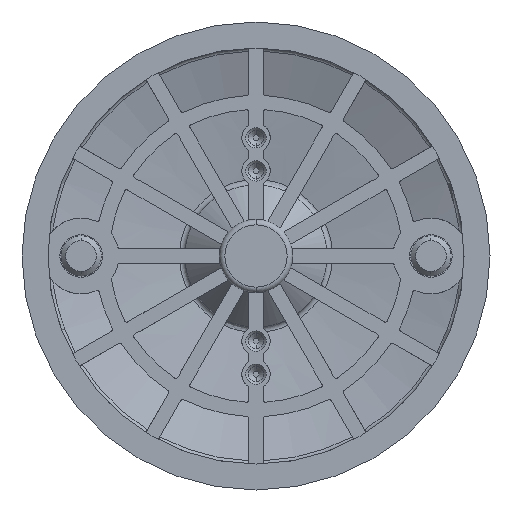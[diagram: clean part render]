
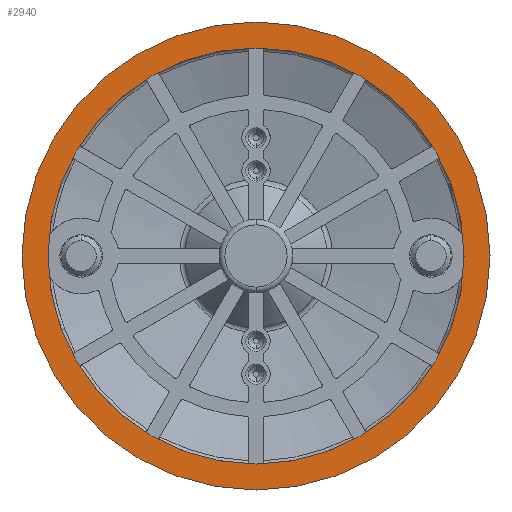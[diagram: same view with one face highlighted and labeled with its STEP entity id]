
A CAD part, front view. The second image highlights one B-rep face of the part: STEP entity #2940.
In plain terms, the highlighted planar face has unit normal (0, -1, 0).
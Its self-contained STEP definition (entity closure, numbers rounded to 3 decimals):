
#573 = CARTESIAN_POINT ( 'NONE',  ( 0., 0., 49.5 ) ) ;
#1649 = CARTESIAN_POINT ( 'NONE',  ( 0., 0., -44. ) ) ;
#1926 = AXIS2_PLACEMENT_3D ( 'NONE', #9867, #9852, #9847 ) ;
#2073 = AXIS2_PLACEMENT_3D ( 'NONE', #3352, #4391, #4286 ) ;
#2239 = EDGE_CURVE ( 'NONE', #8447, #9714, #7379, .T. ) ;
#2437 = VERTEX_POINT ( 'NONE', #573 ) ;
#2940 = ADVANCED_FACE ( 'NONE', ( #6578, #6520 ), #8347, .T. ) ;
#3352 = CARTESIAN_POINT ( 'NONE',  ( 0., 0., 0. ) ) ;
#4049 = ORIENTED_EDGE ( 'NONE', *, *, #7883, .T. ) ;
#4089 = ORIENTED_EDGE ( 'NONE', *, *, #2239, .T. ) ;
#4220 = ORIENTED_EDGE ( 'NONE', *, *, #7757, .F. ) ;
#4286 = DIRECTION ( 'NONE',  ( 0., 0., 1. ) ) ;
#4288 = ORIENTED_EDGE ( 'NONE', *, *, #4404, .F. ) ;
#4391 = DIRECTION ( 'NONE',  ( 0., 1., 0. ) ) ;
#4404 = EDGE_CURVE ( 'NONE', #2437, #7022, #4508, .T. ) ;
#4508 = CIRCLE ( 'NONE', #5772, 49.5 ) ;
#4525 = CARTESIAN_POINT ( 'NONE',  ( 0., 0., 44. ) ) ;
#4551 = CARTESIAN_POINT ( 'NONE',  ( 0., 0., 0. ) ) ;
#5772 = AXIS2_PLACEMENT_3D ( 'NONE', #7377, #7375, #7360 ) ;
#5933 = CIRCLE ( 'NONE', #1926, 44. ) ;
#6282 = CIRCLE ( 'NONE', #2073, 49.5 ) ;
#6520 = FACE_OUTER_BOUND ( 'NONE', #9603, .T. ) ;
#6578 = FACE_BOUND ( 'NONE', #9523, .T. ) ;
#7022 = VERTEX_POINT ( 'NONE', #8362 ) ;
#7360 = DIRECTION ( 'NONE',  ( 0., 0., 1. ) ) ;
#7375 = DIRECTION ( 'NONE',  ( 0., 1., 0. ) ) ;
#7377 = CARTESIAN_POINT ( 'NONE',  ( 0., 0., 0. ) ) ;
#7379 = CIRCLE ( 'NONE', #8614, 44. ) ;
#7506 = DIRECTION ( 'NONE',  ( 0., -1., 0. ) ) ;
#7757 = EDGE_CURVE ( 'NONE', #7022, #2437, #6282, .T. ) ;
#7883 = EDGE_CURVE ( 'NONE', #9714, #8447, #5933, .T. ) ;
#8117 = AXIS2_PLACEMENT_3D ( 'NONE', #8870, #7506, #9231 ) ;
#8334 = DIRECTION ( 'NONE',  ( 0., 1., 0. ) ) ;
#8347 = PLANE ( 'NONE',  #8117 ) ;
#8362 = CARTESIAN_POINT ( 'NONE',  ( 0., 0., -49.5 ) ) ;
#8447 = VERTEX_POINT ( 'NONE', #1649 ) ;
#8614 = AXIS2_PLACEMENT_3D ( 'NONE', #4551, #8334, #8702 ) ;
#8702 = DIRECTION ( 'NONE',  ( 0., 0., 1. ) ) ;
#8870 = CARTESIAN_POINT ( 'NONE',  ( -44., 0., 0. ) ) ;
#9231 = DIRECTION ( 'NONE',  ( 0., 0., -1. ) ) ;
#9523 = EDGE_LOOP ( 'NONE', ( #4049, #4089 ) ) ;
#9603 = EDGE_LOOP ( 'NONE', ( #4220, #4288 ) ) ;
#9714 = VERTEX_POINT ( 'NONE', #4525 ) ;
#9847 = DIRECTION ( 'NONE',  ( 0., 0., 1. ) ) ;
#9852 = DIRECTION ( 'NONE',  ( 0., 1., 0. ) ) ;
#9867 = CARTESIAN_POINT ( 'NONE',  ( 0., 0., 0. ) ) ;
